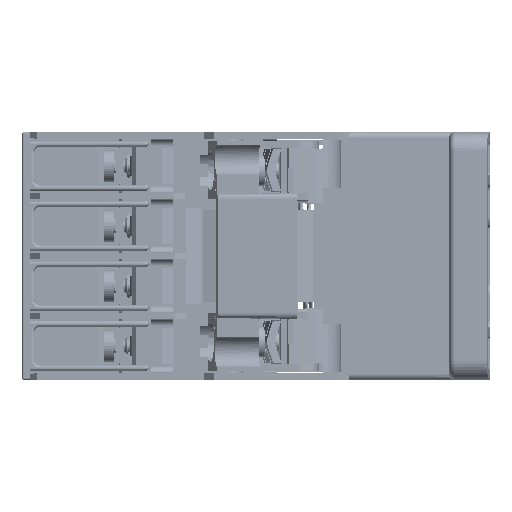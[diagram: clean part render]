
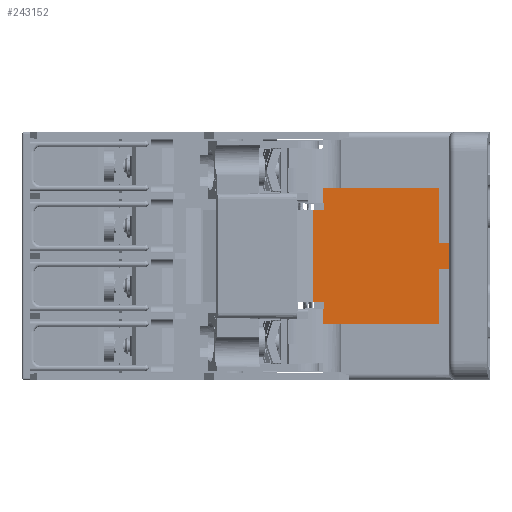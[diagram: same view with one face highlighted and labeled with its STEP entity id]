
A CAD part, left-side view. The second image highlights one B-rep face of the part: STEP entity #243152.
In plain terms, the highlighted planar face has unit normal (-1, 0, 0).
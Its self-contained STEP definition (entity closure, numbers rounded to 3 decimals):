
#233568=CARTESIAN_POINT('',(-32.4,3.17,9.65));
#233569=VERTEX_POINT('',#233568);
#233577=CARTESIAN_POINT('',(-32.4,3.17,12.4));
#233578=VERTEX_POINT('',#233577);
#233579=CARTESIAN_POINT('',(-32.4,3.17,9.65));
#233580=DIRECTION('',(0.0,0.0,1.0));
#233581=VECTOR('',#233580,2.75);
#233582=LINE('',#233579,#233581);
#233583=EDGE_CURVE('',#233569,#233578,#233582,.T.);
#233698=CARTESIAN_POINT('',(-32.4,3.1,9.65));
#233699=VERTEX_POINT('',#233698);
#233700=CARTESIAN_POINT('',(-32.4,3.17,9.65));
#233701=DIRECTION('',(0.0,-1.0,0.0));
#233702=VECTOR('',#233701,0.07);
#233703=LINE('',#233700,#233702);
#233704=EDGE_CURVE('',#233569,#233699,#233703,.T.);
#233856=CARTESIAN_POINT('',(-32.4,3.1,-9.65));
#233857=VERTEX_POINT('',#233856);
#233858=CARTESIAN_POINT('',(-32.4,3.17,-9.65));
#233859=VERTEX_POINT('',#233858);
#233860=CARTESIAN_POINT('',(-32.4,3.1,-9.65));
#233861=DIRECTION('',(0.0,1.0,0.0));
#233862=VECTOR('',#233861,0.07);
#233863=LINE('',#233860,#233862);
#233864=EDGE_CURVE('',#233857,#233859,#233863,.T.);
#234415=CARTESIAN_POINT('',(-32.4,3.1,-8.4));
#234416=VERTEX_POINT('',#234415);
#234425=CARTESIAN_POINT('',(-32.4,3.1,-8.4));
#234426=DIRECTION('',(0.0,0.0,-1.0));
#234427=VECTOR('',#234426,1.25);
#234428=LINE('',#234425,#234427);
#234429=EDGE_CURVE('',#234416,#233857,#234428,.T.);
#234439=CARTESIAN_POINT('',(-32.4,3.1,8.4));
#234440=VERTEX_POINT('',#234439);
#234447=CARTESIAN_POINT('',(-32.4,3.1,9.65));
#234448=DIRECTION('',(0.0,0.0,-1.0));
#234449=VECTOR('',#234448,1.25);
#234450=LINE('',#234447,#234449);
#234451=EDGE_CURVE('',#233699,#234440,#234450,.T.);
#234464=CARTESIAN_POINT('',(-32.4,5.1,-8.4));
#234465=VERTEX_POINT('',#234464);
#234466=CARTESIAN_POINT('',(-32.4,3.1,-8.4));
#234467=DIRECTION('',(0.0,1.0,0.0));
#234468=VECTOR('',#234467,2.0);
#234469=LINE('',#234466,#234468);
#234470=EDGE_CURVE('',#234416,#234465,#234469,.T.);
#234576=CARTESIAN_POINT('',(-32.4,5.1,8.4));
#234577=VERTEX_POINT('',#234576);
#234578=CARTESIAN_POINT('',(-32.4,5.1,8.4));
#234579=DIRECTION('',(0.0,0.0,-1.0));
#234580=VECTOR('',#234579,16.8);
#234581=LINE('',#234578,#234580);
#234582=EDGE_CURVE('',#234577,#234465,#234581,.T.);
#234611=CARTESIAN_POINT('',(-32.4,5.1,8.4));
#234612=DIRECTION('',(0.0,-1.0,0.0));
#234613=VECTOR('',#234612,2.0);
#234614=LINE('',#234611,#234613);
#234615=EDGE_CURVE('',#234577,#234440,#234614,.T.);
#234645=CARTESIAN_POINT('',(-32.4,3.17,-12.4));
#234646=VERTEX_POINT('',#234645);
#234654=CARTESIAN_POINT('',(-32.4,3.17,-12.4));
#234655=DIRECTION('',(0.0,0.0,1.0));
#234656=VECTOR('',#234655,2.75);
#234657=LINE('',#234654,#234656);
#234658=EDGE_CURVE('',#234646,#233859,#234657,.T.);
#243064=CARTESIAN_POINT('',(-32.4,-19.7,12.4));
#243065=DIRECTION('',(-1.0,0.0,0.0));
#243066=DIRECTION('',(0.0,0.0,1.0));
#243067=AXIS2_PLACEMENT_3D('',#243064,#243065,#243066);
#243068=PLANE('',#243067);
#243069=CARTESIAN_POINT('',(-32.4,-17.8,-12.3));
#243070=VERTEX_POINT('',#243069);
#243071=CARTESIAN_POINT('',(-32.4,-17.8,-2.3));
#243072=VERTEX_POINT('',#243071);
#243073=CARTESIAN_POINT('',(-32.4,-17.8,-12.3));
#243074=DIRECTION('',(0.0,0.0,1.0));
#243075=VECTOR('',#243074,10.);
#243076=LINE('',#243073,#243075);
#243077=EDGE_CURVE('',#243070,#243072,#243076,.T.);
#243078=ORIENTED_EDGE('',*,*,#243077,.T.);
#243079=CARTESIAN_POINT('',(-32.4,-19.7,-2.3));
#243080=VERTEX_POINT('',#243079);
#243081=CARTESIAN_POINT('',(-32.4,-17.8,-2.3));
#243082=DIRECTION('',(0.0,-1.0,0.0));
#243083=VECTOR('',#243082,1.9);
#243084=LINE('',#243081,#243083);
#243085=EDGE_CURVE('',#243072,#243080,#243084,.T.);
#243086=ORIENTED_EDGE('',*,*,#243085,.T.);
#243087=CARTESIAN_POINT('',(-32.4,-19.7,2.3));
#243088=VERTEX_POINT('',#243087);
#243089=CARTESIAN_POINT('',(-32.4,-19.7,2.3));
#243090=DIRECTION('',(0.0,0.0,-1.0));
#243091=VECTOR('',#243090,4.6);
#243092=LINE('',#243089,#243091);
#243093=EDGE_CURVE('',#243088,#243080,#243092,.T.);
#243094=ORIENTED_EDGE('',*,*,#243093,.F.);
#243095=CARTESIAN_POINT('',(-32.4,-17.8,2.3));
#243096=VERTEX_POINT('',#243095);
#243097=CARTESIAN_POINT('',(-32.4,-17.8,2.3));
#243098=DIRECTION('',(0.0,-1.0,0.0));
#243099=VECTOR('',#243098,1.9);
#243100=LINE('',#243097,#243099);
#243101=EDGE_CURVE('',#243096,#243088,#243100,.T.);
#243102=ORIENTED_EDGE('',*,*,#243101,.F.);
#243103=CARTESIAN_POINT('',(-32.4,-17.8,12.3));
#243104=VERTEX_POINT('',#243103);
#243105=CARTESIAN_POINT('',(-32.4,-17.8,2.3));
#243106=DIRECTION('',(0.0,0.0,1.0));
#243107=VECTOR('',#243106,10.);
#243108=LINE('',#243105,#243107);
#243109=EDGE_CURVE('',#243096,#243104,#243108,.T.);
#243110=ORIENTED_EDGE('',*,*,#243109,.T.);
#243111=CARTESIAN_POINT('',(-32.4,-17.9,12.4));
#243112=VERTEX_POINT('',#243111);
#243113=CARTESIAN_POINT('',(-32.4,-17.9,12.3));
#243114=DIRECTION('',(1.0,0.,0.));
#243115=DIRECTION('',(0.,0.707,0.707));
#243116=AXIS2_PLACEMENT_3D('',#243113,#243114,#243115);
#243117=CIRCLE('',#243116,0.1);
#243118=EDGE_CURVE('',#243112,#243104,#243117,.F.);
#243119=ORIENTED_EDGE('',*,*,#243118,.F.);
#243120=CARTESIAN_POINT('',(-32.4,-17.9,12.4));
#243121=DIRECTION('',(0.0,1.0,0.0));
#243122=VECTOR('',#243121,21.07);
#243123=LINE('',#243120,#243122);
#243124=EDGE_CURVE('',#243112,#233578,#243123,.T.);
#243125=ORIENTED_EDGE('',*,*,#243124,.T.);
#243126=ORIENTED_EDGE('',*,*,#233583,.F.);
#243127=ORIENTED_EDGE('',*,*,#233704,.T.);
#243128=ORIENTED_EDGE('',*,*,#234451,.T.);
#243129=ORIENTED_EDGE('',*,*,#234615,.F.);
#243130=ORIENTED_EDGE('',*,*,#234582,.T.);
#243131=ORIENTED_EDGE('',*,*,#234470,.F.);
#243132=ORIENTED_EDGE('',*,*,#234429,.T.);
#243133=ORIENTED_EDGE('',*,*,#233864,.T.);
#243134=ORIENTED_EDGE('',*,*,#234658,.F.);
#243135=CARTESIAN_POINT('',(-32.4,-17.9,-12.4));
#243136=VERTEX_POINT('',#243135);
#243137=CARTESIAN_POINT('',(-32.4,-17.9,-12.4));
#243138=DIRECTION('',(0.0,1.0,0.0));
#243139=VECTOR('',#243138,21.07);
#243140=LINE('',#243137,#243139);
#243141=EDGE_CURVE('',#243136,#234646,#243140,.T.);
#243142=ORIENTED_EDGE('',*,*,#243141,.F.);
#243143=CARTESIAN_POINT('',(-32.4,-17.9,-12.3));
#243144=DIRECTION('',(1.0,0.,0.));
#243145=DIRECTION('',(0.,0.707,-0.707));
#243146=AXIS2_PLACEMENT_3D('',#243143,#243144,#243145);
#243147=CIRCLE('',#243146,0.1);
#243148=EDGE_CURVE('',#243070,#243136,#243147,.F.);
#243149=ORIENTED_EDGE('',*,*,#243148,.F.);
#243150=EDGE_LOOP('',(#243078,#243086,#243094,#243102,#243110,#243119,#243125,#243126,#243127,#243128,#243129,#243130,#243131,#243132,#243133,#243134,#243142,#243149));
#243151=FACE_OUTER_BOUND('',#243150,.T.);
#243152=ADVANCED_FACE('',(#243151),#243068,.T.);
